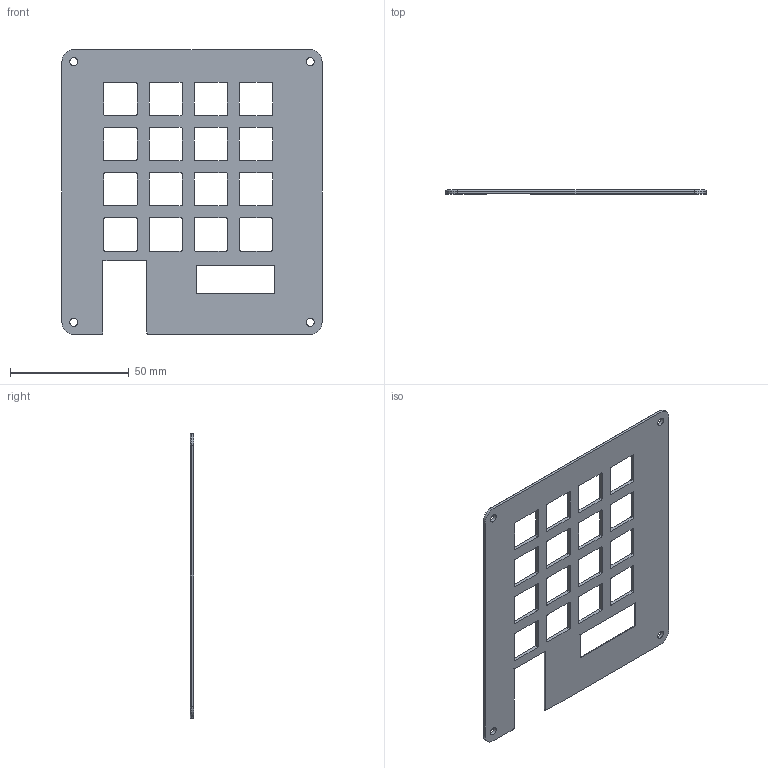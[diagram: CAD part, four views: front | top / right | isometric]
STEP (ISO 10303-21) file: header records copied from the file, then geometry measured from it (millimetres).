
FILE_DESCRIPTION(/* description */ (''),/* implementation_level */ '2;1');
FILE_NAME(/* name */ 'd9b8b379-ece9-47d6-bcd1-6de0cb5501a5.stp',/* time_stamp */ '2025-06-21T19:42:06Z',/* author */ (''),/* organization */ (''),/* preprocessor_version */ 'ST-DEVELOPER v20.1',/* originating_system */ 'Autodesk Translation Framework v14.10.0.0',/* authorisation */ '');
FILE_SCHEMA (('AUTOMOTIVE_DESIGN { 1 0 10303 214 3 1 1 }'));
Length unit declared in the file: millimetre
Products named in the file (1): Hackpad Cover
Bounding box: 109.66 x 1.5 x 119.91 mm (x, y, z)
Volume: 13328.7 mm3; surface area: 20041.8 mm2
Topology: 1 solids, 1 shells, 161 faces, 467 edges, 308 vertices
Faces by surface type: cylinder 84, plane 71, torus 6
Full cylindrical faces by diameter (mm): 3.4 x4
Entity records: 5480 total; most frequent: DIRECTION 957, CARTESIAN_POINT 955, ORIENTED_EDGE 934, EDGE_CURVE 467, AXIS2_PLACEMENT_3D 330, VERTEX_POINT 308, LINE 297, VECTOR 297
